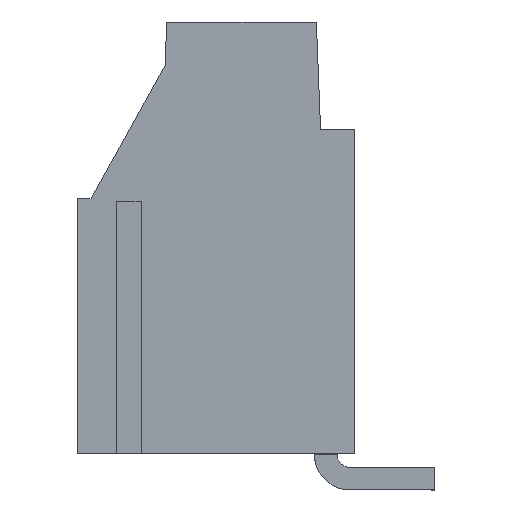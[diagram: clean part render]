
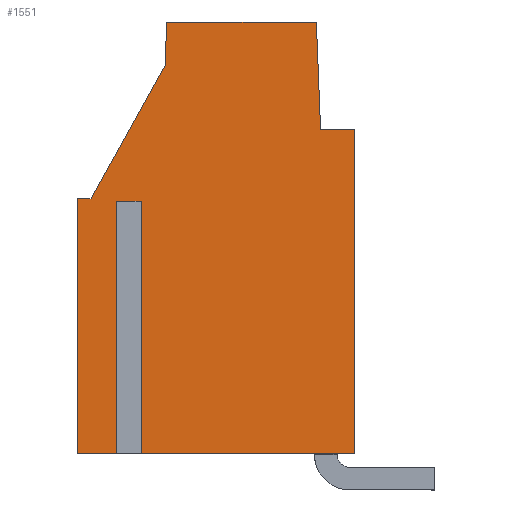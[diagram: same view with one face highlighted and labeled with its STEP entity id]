
A CAD part, left-side view. The second image highlights one B-rep face of the part: STEP entity #1551.
In plain terms, the highlighted planar face has unit normal (-1, 0, 0).
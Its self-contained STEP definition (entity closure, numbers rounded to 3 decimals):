
#1466=AXIS2_PLACEMENT_3D('Plane Axis2P3D',#1463,#1464,#1465) ;
#1031=CARTESIAN_POINT('Vertex',(0.65,3.2,14.3)) ;
#1034=CARTESIAN_POINT('Line Origine',(0.65,3.2,7.875)) ;
#1038=CARTESIAN_POINT('Vertex',(0.65,3.2,1.45)) ;
#1162=CARTESIAN_POINT('Vertex',(0.65,4.705,18.57)) ;
#1165=CARTESIAN_POINT('Line Origine',(0.65,4.622,16.435)) ;
#1169=CARTESIAN_POINT('Vertex',(0.65,4.538,14.3)) ;
#1436=CARTESIAN_POINT('Line Origine',(0.65,3.869,14.3)) ;
#1463=CARTESIAN_POINT('Axis2P3D Location',(0.65,-1.268,0.)) ;
#1468=CARTESIAN_POINT('Line Origine',(0.65,12.35,6.45)) ;
#1472=CARTESIAN_POINT('Vertex',(0.65,12.35,1.45)) ;
#1474=CARTESIAN_POINT('Vertex',(0.65,12.35,11.45)) ;
#1477=CARTESIAN_POINT('Line Origine',(0.65,12.15,11.45)) ;
#1481=CARTESIAN_POINT('Vertex',(0.65,11.95,11.45)) ;
#1484=CARTESIAN_POINT('Line Origine',(0.65,11.95,6.45)) ;
#1488=CARTESIAN_POINT('Vertex',(0.65,11.95,1.45)) ;
#1491=CARTESIAN_POINT('Line Origine',(0.65,7.575,1.45)) ;
#1496=CARTESIAN_POINT('Line Origine',(0.65,7.676,18.57)) ;
#1500=CARTESIAN_POINT('Vertex',(0.65,10.646,18.57)) ;
#1503=CARTESIAN_POINT('Line Origine',(0.65,10.676,17.71)) ;
#1507=CARTESIAN_POINT('Vertex',(0.65,10.706,16.849)) ;
#1510=CARTESIAN_POINT('Line Origine',(0.65,12.176,14.2)) ;
#1514=CARTESIAN_POINT('Vertex',(0.65,13.645,11.55)) ;
#1517=CARTESIAN_POINT('Line Origine',(0.65,13.923,11.55)) ;
#1521=CARTESIAN_POINT('Vertex',(0.65,14.2,11.55)) ;
#1524=CARTESIAN_POINT('Line Origine',(0.65,14.2,6.5)) ;
#1528=CARTESIAN_POINT('Vertex',(0.65,14.2,1.45)) ;
#1531=CARTESIAN_POINT('Line Origine',(0.65,13.275,1.45)) ;
#1035=DIRECTION('Vector Direction',(0.,0.,1.)) ;
#1166=DIRECTION('Vector Direction',(0.,-0.039,-0.999)) ;
#1437=DIRECTION('Vector Direction',(0.,1.,0.)) ;
#1464=DIRECTION('Axis2P3D Direction',(1.,0.,0.)) ;
#1465=DIRECTION('Axis2P3D XDirection',(0.,1.,0.)) ;
#1469=DIRECTION('Vector Direction',(0.,0.,1.)) ;
#1478=DIRECTION('Vector Direction',(0.,-1.,0.)) ;
#1485=DIRECTION('Vector Direction',(0.,0.,1.)) ;
#1492=DIRECTION('Vector Direction',(0.,1.,0.)) ;
#1497=DIRECTION('Vector Direction',(0.,1.,0.)) ;
#1504=DIRECTION('Vector Direction',(0.,0.035,-0.999)) ;
#1511=DIRECTION('Vector Direction',(0.,-0.485,0.875)) ;
#1518=DIRECTION('Vector Direction',(0.,-1.,0.)) ;
#1525=DIRECTION('Vector Direction',(0.,0.,-1.)) ;
#1532=DIRECTION('Vector Direction',(0.,1.,0.)) ;
#1036=VECTOR('Line Direction',#1035,1.) ;
#1167=VECTOR('Line Direction',#1166,1.) ;
#1438=VECTOR('Line Direction',#1437,1.) ;
#1470=VECTOR('Line Direction',#1469,1.) ;
#1479=VECTOR('Line Direction',#1478,1.) ;
#1486=VECTOR('Line Direction',#1485,1.) ;
#1493=VECTOR('Line Direction',#1492,1.) ;
#1498=VECTOR('Line Direction',#1497,1.) ;
#1505=VECTOR('Line Direction',#1504,1.) ;
#1512=VECTOR('Line Direction',#1511,1.) ;
#1519=VECTOR('Line Direction',#1518,1.) ;
#1526=VECTOR('Line Direction',#1525,1.) ;
#1533=VECTOR('Line Direction',#1532,1.) ;
#1537=ORIENTED_EDGE('',*,*,#1476,.T.) ;
#1538=ORIENTED_EDGE('',*,*,#1483,.T.) ;
#1539=ORIENTED_EDGE('',*,*,#1490,.F.) ;
#1540=ORIENTED_EDGE('',*,*,#1495,.F.) ;
#1541=ORIENTED_EDGE('',*,*,#1040,.F.) ;
#1542=ORIENTED_EDGE('',*,*,#1440,.F.) ;
#1543=ORIENTED_EDGE('',*,*,#1171,.F.) ;
#1544=ORIENTED_EDGE('',*,*,#1502,.F.) ;
#1545=ORIENTED_EDGE('',*,*,#1509,.F.) ;
#1546=ORIENTED_EDGE('',*,*,#1516,.F.) ;
#1547=ORIENTED_EDGE('',*,*,#1523,.F.) ;
#1548=ORIENTED_EDGE('',*,*,#1530,.F.) ;
#1549=ORIENTED_EDGE('',*,*,#1535,.F.) ;
#1551=ADVANCED_FACE('2',(#1550),#1467,.F.) ;
#1040=EDGE_CURVE('',#1032,#1039,#1037,.F.) ;
#1171=EDGE_CURVE('',#1163,#1170,#1168,.T.) ;
#1440=EDGE_CURVE('',#1170,#1032,#1439,.F.) ;
#1476=EDGE_CURVE('',#1473,#1475,#1471,.T.) ;
#1483=EDGE_CURVE('',#1475,#1482,#1480,.T.) ;
#1490=EDGE_CURVE('',#1489,#1482,#1487,.T.) ;
#1495=EDGE_CURVE('',#1039,#1489,#1494,.T.) ;
#1502=EDGE_CURVE('',#1501,#1163,#1499,.F.) ;
#1509=EDGE_CURVE('',#1508,#1501,#1506,.F.) ;
#1516=EDGE_CURVE('',#1515,#1508,#1513,.T.) ;
#1523=EDGE_CURVE('',#1522,#1515,#1520,.T.) ;
#1530=EDGE_CURVE('',#1529,#1522,#1527,.F.) ;
#1535=EDGE_CURVE('',#1473,#1529,#1534,.T.) ;
#1536=EDGE_LOOP('',(#1537,#1538,#1539,#1540,#1541,#1542,#1543,#1544,#1545,#1546,#1547,#1548,#1549)) ;
#1550=FACE_OUTER_BOUND('',#1536,.T.) ;
#1037=LINE('Line',#1034,#1036) ;
#1168=LINE('Line',#1165,#1167) ;
#1439=LINE('Line',#1436,#1438) ;
#1471=LINE('Line',#1468,#1470) ;
#1480=LINE('Line',#1477,#1479) ;
#1487=LINE('Line',#1484,#1486) ;
#1494=LINE('Line',#1491,#1493) ;
#1499=LINE('Line',#1496,#1498) ;
#1506=LINE('Line',#1503,#1505) ;
#1513=LINE('Line',#1510,#1512) ;
#1520=LINE('Line',#1517,#1519) ;
#1527=LINE('Line',#1524,#1526) ;
#1534=LINE('Line',#1531,#1533) ;
#1467=PLANE('',#1466) ;
#1032=VERTEX_POINT('',#1031) ;
#1039=VERTEX_POINT('',#1038) ;
#1163=VERTEX_POINT('',#1162) ;
#1170=VERTEX_POINT('',#1169) ;
#1473=VERTEX_POINT('',#1472) ;
#1475=VERTEX_POINT('',#1474) ;
#1482=VERTEX_POINT('',#1481) ;
#1489=VERTEX_POINT('',#1488) ;
#1501=VERTEX_POINT('',#1500) ;
#1508=VERTEX_POINT('',#1507) ;
#1515=VERTEX_POINT('',#1514) ;
#1522=VERTEX_POINT('',#1521) ;
#1529=VERTEX_POINT('',#1528) ;
